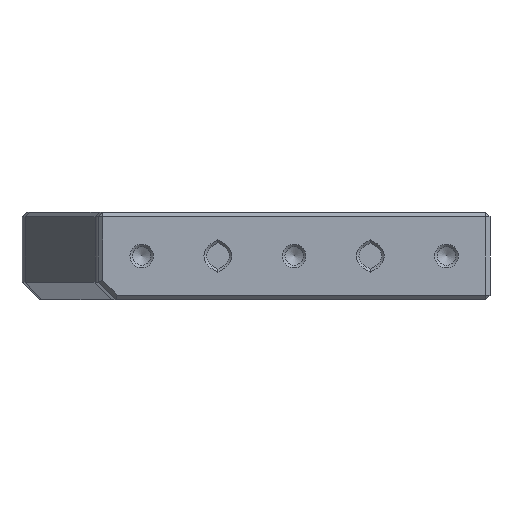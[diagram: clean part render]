
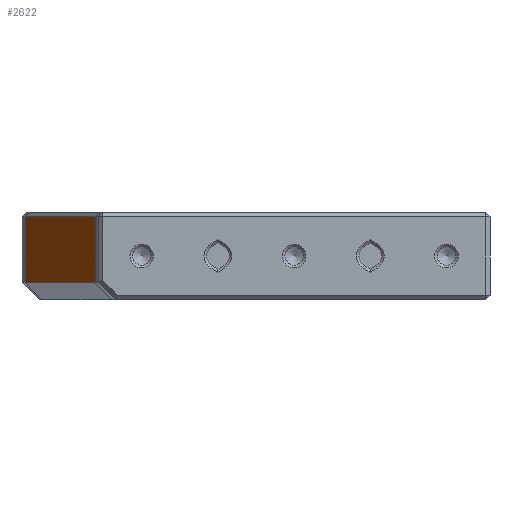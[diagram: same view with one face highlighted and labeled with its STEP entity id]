
A CAD part, front view. The second image highlights one B-rep face of the part: STEP entity #2622.
In plain terms, the highlighted planar face has unit normal (-0.939, -0.343, 0).
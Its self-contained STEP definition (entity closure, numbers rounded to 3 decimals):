
#305 = PLANE('',#306);
#306 = AXIS2_PLACEMENT_3D('',#307,#308,#309);
#307 = CARTESIAN_POINT('',(-37.801,66.052,19.5));
#308 = DIRECTION('',(0.664,0.243,-0.707));
#309 = DIRECTION('',(-0.343,0.939,0.)
  );
#797 = VERTEX_POINT('',#798);
#798 = CARTESIAN_POINT('',(-22.229,21.995,19.));
#834 = CYLINDRICAL_SURFACE('',#835,12.);
#835 = AXIS2_PLACEMENT_3D('',#836,#837,#838);
#836 = CARTESIAN_POINT('',(-33.5,17.876,0.));
#837 = DIRECTION('',(-0.,-0.,-1.));
#838 = DIRECTION('',(1.,0.,0.));
#906 = VERTEX_POINT('',#907);
#907 = CARTESIAN_POINT('',(-38.271,65.88,19.));
#928 = EDGE_CURVE('',#906,#797,#929,.T.);
#929 = SURFACE_CURVE('',#930,(#934,#941),.PCURVE_S1.);
#930 = LINE('',#931,#932);
#931 = CARTESIAN_POINT('',(-38.271,65.88,19.));
#932 = VECTOR('',#933,1.);
#933 = DIRECTION('',(0.343,-0.939,0.));
#934 = PCURVE('',#305,#935);
#935 = DEFINITIONAL_REPRESENTATION('',(#936),#940);
#936 = LINE('',#937,#938);
#937 = CARTESIAN_POINT('',(0.,-0.707));
#938 = VECTOR('',#939,1.);
#939 = DIRECTION('',(-1.,0.));
#940 = ( GEOMETRIC_REPRESENTATION_CONTEXT(2) 
PARAMETRIC_REPRESENTATION_CONTEXT() REPRESENTATION_CONTEXT('2D SPACE',''
  ) );
#941 = PCURVE('',#942,#947);
#942 = PLANE('',#943);
#943 = AXIS2_PLACEMENT_3D('',#944,#945,#946);
#944 = CARTESIAN_POINT('',(-38.271,65.88,0.));
#945 = DIRECTION('',(0.939,0.343,0.));
#946 = DIRECTION('',(0.343,-0.939,0.));
#947 = DEFINITIONAL_REPRESENTATION('',(#948),#952);
#948 = LINE('',#949,#950);
#949 = CARTESIAN_POINT('',(0.,-19.));
#950 = VECTOR('',#951,1.);
#951 = DIRECTION('',(1.,0.));
#952 = ( GEOMETRIC_REPRESENTATION_CONTEXT(2) 
PARAMETRIC_REPRESENTATION_CONTEXT() REPRESENTATION_CONTEXT('2D SPACE',''
  ) );
#1052 = CYLINDRICAL_SURFACE('',#1053,12.);
#1053 = AXIS2_PLACEMENT_3D('',#1054,#1055,#1056);
#1054 = CARTESIAN_POINT('',(-27.,70.,0.));
#1055 = DIRECTION('',(-0.,-0.,-1.));
#1056 = DIRECTION('',(1.,0.,0.));
#2519 = EDGE_CURVE('',#2520,#797,#2522,.T.);
#2520 = VERTEX_POINT('',#2521);
#2521 = CARTESIAN_POINT('',(-22.229,21.995,4.));
#2522 = SURFACE_CURVE('',#2523,(#2527,#2534),.PCURVE_S1.);
#2523 = LINE('',#2524,#2525);
#2524 = CARTESIAN_POINT('',(-22.229,21.995,0.));
#2525 = VECTOR('',#2526,1.);
#2526 = DIRECTION('',(0.,0.,1.));
#2527 = PCURVE('',#834,#2528);
#2528 = DEFINITIONAL_REPRESENTATION('',(#2529),#2533);
#2529 = LINE('',#2530,#2531);
#2530 = CARTESIAN_POINT('',(-0.35,0.));
#2531 = VECTOR('',#2532,1.);
#2532 = DIRECTION('',(-0.,-1.));
#2533 = ( GEOMETRIC_REPRESENTATION_CONTEXT(2) 
PARAMETRIC_REPRESENTATION_CONTEXT() REPRESENTATION_CONTEXT('2D SPACE',''
  ) );
#2534 = PCURVE('',#942,#2535);
#2535 = DEFINITIONAL_REPRESENTATION('',(#2536),#2540);
#2536 = LINE('',#2537,#2538);
#2537 = CARTESIAN_POINT('',(46.725,0.));
#2538 = VECTOR('',#2539,1.);
#2539 = DIRECTION('',(0.,-1.));
#2540 = ( GEOMETRIC_REPRESENTATION_CONTEXT(2) 
PARAMETRIC_REPRESENTATION_CONTEXT() REPRESENTATION_CONTEXT('2D SPACE',''
  ) );
#2622 = ADVANCED_FACE('',(#2623),#942,.F.);
#2623 = FACE_BOUND('',#2624,.F.);
#2624 = EDGE_LOOP('',(#2625,#2648,#2649,#2650));
#2625 = ORIENTED_EDGE('',*,*,#2626,.T.);
#2626 = EDGE_CURVE('',#2627,#906,#2629,.T.);
#2627 = VERTEX_POINT('',#2628);
#2628 = CARTESIAN_POINT('',(-38.271,65.88,4.));
#2629 = SURFACE_CURVE('',#2630,(#2634,#2641),.PCURVE_S1.);
#2630 = LINE('',#2631,#2632);
#2631 = CARTESIAN_POINT('',(-38.271,65.88,0.));
#2632 = VECTOR('',#2633,1.);
#2633 = DIRECTION('',(0.,0.,1.));
#2634 = PCURVE('',#942,#2635);
#2635 = DEFINITIONAL_REPRESENTATION('',(#2636),#2640);
#2636 = LINE('',#2637,#2638);
#2637 = CARTESIAN_POINT('',(0.,0.));
#2638 = VECTOR('',#2639,1.);
#2639 = DIRECTION('',(0.,-1.));
#2640 = ( GEOMETRIC_REPRESENTATION_CONTEXT(2) 
PARAMETRIC_REPRESENTATION_CONTEXT() REPRESENTATION_CONTEXT('2D SPACE',''
  ) );
#2641 = PCURVE('',#1052,#2642);
#2642 = DEFINITIONAL_REPRESENTATION('',(#2643),#2647);
#2643 = LINE('',#2644,#2645);
#2644 = CARTESIAN_POINT('',(-3.492,0.));
#2645 = VECTOR('',#2646,1.);
#2646 = DIRECTION('',(-0.,-1.));
#2647 = ( GEOMETRIC_REPRESENTATION_CONTEXT(2) 
PARAMETRIC_REPRESENTATION_CONTEXT() REPRESENTATION_CONTEXT('2D SPACE',''
  ) );
#2648 = ORIENTED_EDGE('',*,*,#928,.T.);
#2649 = ORIENTED_EDGE('',*,*,#2519,.F.);
#2650 = ORIENTED_EDGE('',*,*,#2651,.F.);
#2651 = EDGE_CURVE('',#2627,#2520,#2652,.T.);
#2652 = SURFACE_CURVE('',#2653,(#2657,#2664),.PCURVE_S1.);
#2653 = LINE('',#2654,#2655);
#2654 = CARTESIAN_POINT('',(-38.271,65.88,4.));
#2655 = VECTOR('',#2656,1.);
#2656 = DIRECTION('',(0.343,-0.939,0.));
#2657 = PCURVE('',#942,#2658);
#2658 = DEFINITIONAL_REPRESENTATION('',(#2659),#2663);
#2659 = LINE('',#2660,#2661);
#2660 = CARTESIAN_POINT('',(0.,-4.));
#2661 = VECTOR('',#2662,1.);
#2662 = DIRECTION('',(1.,0.));
#2663 = ( GEOMETRIC_REPRESENTATION_CONTEXT(2) 
PARAMETRIC_REPRESENTATION_CONTEXT() REPRESENTATION_CONTEXT('2D SPACE',''
  ) );
#2664 = PCURVE('',#2665,#2670);
#2665 = PLANE('',#2666);
#2666 = AXIS2_PLACEMENT_3D('',#2667,#2668,#2669);
#2667 = CARTESIAN_POINT('',(-36.392,66.567,2.));
#2668 = DIRECTION('',(-0.664,-0.243,-0.707));
#2669 = DIRECTION('',(-0.343,0.939,0.)
  );
#2670 = DEFINITIONAL_REPRESENTATION('',(#2671),#2675);
#2671 = LINE('',#2672,#2673);
#2672 = CARTESIAN_POINT('',(0.,-2.828));
#2673 = VECTOR('',#2674,1.);
#2674 = DIRECTION('',(-1.,0.));
#2675 = ( GEOMETRIC_REPRESENTATION_CONTEXT(2) 
PARAMETRIC_REPRESENTATION_CONTEXT() REPRESENTATION_CONTEXT('2D SPACE',''
  ) );
